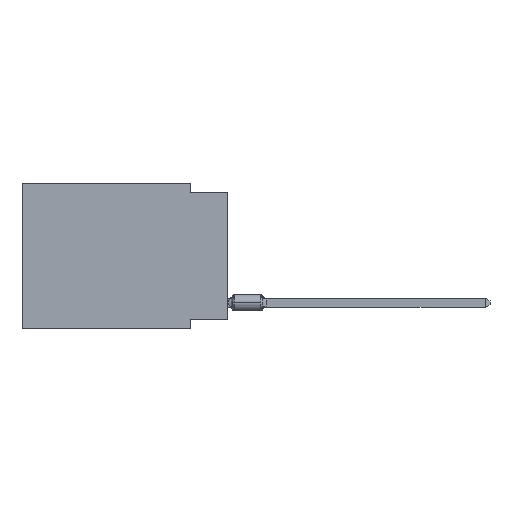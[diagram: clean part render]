
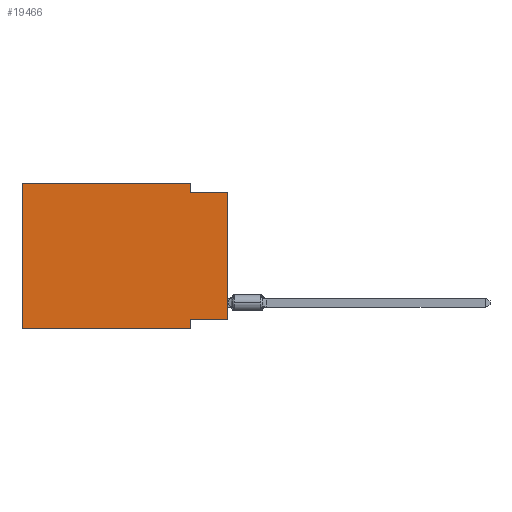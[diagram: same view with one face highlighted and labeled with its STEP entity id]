
A CAD part, left-side view. The second image highlights one B-rep face of the part: STEP entity #19466.
In plain terms, the highlighted planar face has unit normal (-1, 0, 0).
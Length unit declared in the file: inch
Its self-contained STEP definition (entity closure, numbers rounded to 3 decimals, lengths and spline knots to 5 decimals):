
#461 = ORIENTED_EDGE ( 'NONE', *, *, #20194, .F. ) ;
#698 = VERTEX_POINT ( 'NONE', #14506 ) ;
#941 = LINE ( 'NONE', #25467, #22927 ) ;
#1273 = LINE ( 'NONE', #17634, #26463 ) ;
#1431 = CARTESIAN_POINT ( 'NONE',  ( 0., 0.55, 0. ) ) ;
#1583 = LINE ( 'NONE', #26259, #24764 ) ;
#1612 = VERTEX_POINT ( 'NONE', #13181 ) ;
#2967 = DIRECTION ( 'NONE',  ( 0., 0., 1. ) ) ;
#4284 = ORIENTED_EDGE ( 'NONE', *, *, #5474, .T. ) ;
#4906 = ORIENTED_EDGE ( 'NONE', *, *, #7451, .T. ) ;
#5474 = EDGE_CURVE ( 'NONE', #19736, #698, #941, .T. ) ;
#5539 = CARTESIAN_POINT ( 'NONE',  ( 0., 0.1, -0.39 ) ) ;
#5662 = LINE ( 'NONE', #10041, #6376 ) ;
#5689 = VECTOR ( 'NONE', #7819, 39.37008 ) ;
#5808 = LINE ( 'NONE', #5932, #7397 ) ;
#5932 = CARTESIAN_POINT ( 'NONE',  ( 0., 0., -0.025 ) ) ;
#6021 = VERTEX_POINT ( 'NONE', #21946 ) ;
#6376 = VECTOR ( 'NONE', #18235, 39.37008 ) ;
#6772 = DIRECTION ( 'NONE',  ( 0., -1., 0. ) ) ;
#7397 = VECTOR ( 'NONE', #9939, 39.37008 ) ;
#7451 = EDGE_CURVE ( 'NONE', #6021, #26479, #13188, .T. ) ;
#7748 = DIRECTION ( 'NONE',  ( 0., 0., -1. ) ) ;
#7819 = DIRECTION ( 'NONE',  ( 0., 0., -1. ) ) ;
#8552 = DIRECTION ( 'NONE',  ( 0., -1., 0. ) ) ;
#9356 = DIRECTION ( 'NONE',  ( 0., 1., 0. ) ) ;
#9939 = DIRECTION ( 'NONE',  ( 0., -1., 0. ) ) ;
#10041 = CARTESIAN_POINT ( 'NONE',  ( 0., 0.1, 0. ) ) ;
#10633 = VECTOR ( 'NONE', #8552, 39.37008 ) ;
#10783 = CARTESIAN_POINT ( 'NONE',  ( 0., 0.55, -0.39 ) ) ;
#11333 = ORIENTED_EDGE ( 'NONE', *, *, #22970, .F. ) ;
#12580 = ORIENTED_EDGE ( 'NONE', *, *, #22241, .F. ) ;
#13181 = CARTESIAN_POINT ( 'NONE',  ( 0., 0.1, 0. ) ) ;
#13188 = LINE ( 'NONE', #10783, #23912 ) ;
#13779 = FACE_OUTER_BOUND ( 'NONE', #23834, .T. ) ;
#14157 = EDGE_CURVE ( 'NONE', #6021, #15666, #1273, .T. ) ;
#14294 = CARTESIAN_POINT ( 'NONE',  ( 0., 0.1, -0.365 ) ) ;
#14506 = CARTESIAN_POINT ( 'NONE',  ( 0., 0., -0.025 ) ) ;
#14724 = LINE ( 'NONE', #18609, #10633 ) ;
#14775 = ORIENTED_EDGE ( 'NONE', *, *, #14157, .F. ) ;
#15666 = VERTEX_POINT ( 'NONE', #1431 ) ;
#15679 = VERTEX_POINT ( 'NONE', #14294 ) ;
#15715 = ORIENTED_EDGE ( 'NONE', *, *, #20246, .F. ) ;
#16286 = CARTESIAN_POINT ( 'NONE',  ( 0., 0., -0.365 ) ) ;
#17634 = CARTESIAN_POINT ( 'NONE',  ( 0., 0.55, 0. ) ) ;
#18235 = DIRECTION ( 'NONE',  ( 0., 0., -1. ) ) ;
#18609 = CARTESIAN_POINT ( 'NONE',  ( 0., 0.55, 0. ) ) ;
#18812 = CARTESIAN_POINT ( 'NONE',  ( 0., 0.1, -0.39 ) ) ;
#19466 = ADVANCED_FACE ( 'NONE', ( #13779 ), #21971, .F. ) ;
#19650 = CARTESIAN_POINT ( 'NONE',  ( 0., 0.1, -0.025 ) ) ;
#19736 = VERTEX_POINT ( 'NONE', #16286 ) ;
#19948 = DIRECTION ( 'NONE',  ( 1., 0., 0. ) ) ;
#20194 = EDGE_CURVE ( 'NONE', #15679, #26479, #23899, .T. ) ;
#20246 = EDGE_CURVE ( 'NONE', #20927, #698, #5808, .T. ) ;
#20247 = ORIENTED_EDGE ( 'NONE', *, *, #23264, .F. ) ;
#20927 = VERTEX_POINT ( 'NONE', #19650 ) ;
#21946 = CARTESIAN_POINT ( 'NONE',  ( 0., 0.55, -0.39 ) ) ;
#21971 = PLANE ( 'NONE',  #23644 ) ;
#22241 = EDGE_CURVE ( 'NONE', #19736, #15679, #1583, .T. ) ;
#22927 = VECTOR ( 'NONE', #2967, 39.37008 ) ;
#22970 = EDGE_CURVE ( 'NONE', #1612, #20927, #5662, .T. ) ;
#23264 = EDGE_CURVE ( 'NONE', #15666, #1612, #14724, .T. ) ;
#23644 = AXIS2_PLACEMENT_3D ( 'NONE', #26251, #19948, #7748 ) ;
#23834 = EDGE_LOOP ( 'NONE', ( #4284, #15715, #11333, #20247, #14775, #4906, #461, #12580 ) ) ;
#23899 = LINE ( 'NONE', #5539, #5689 ) ;
#23912 = VECTOR ( 'NONE', #6772, 39.37008 ) ;
#24764 = VECTOR ( 'NONE', #9356, 39.37008 ) ;
#25467 = CARTESIAN_POINT ( 'NONE',  ( 0., 0., 0. ) ) ;
#25813 = DIRECTION ( 'NONE',  ( 0., 0., 1. ) ) ;
#26251 = CARTESIAN_POINT ( 'NONE',  ( 0., 0.55, 0. ) ) ;
#26259 = CARTESIAN_POINT ( 'NONE',  ( 0., 0., -0.365 ) ) ;
#26463 = VECTOR ( 'NONE', #25813, 39.37008 ) ;
#26479 = VERTEX_POINT ( 'NONE', #18812 ) ;
